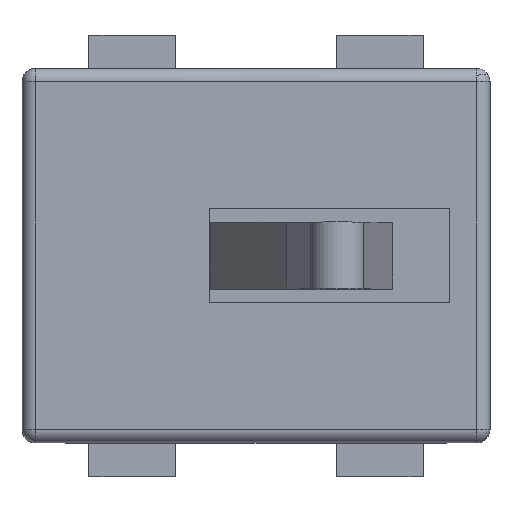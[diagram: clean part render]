
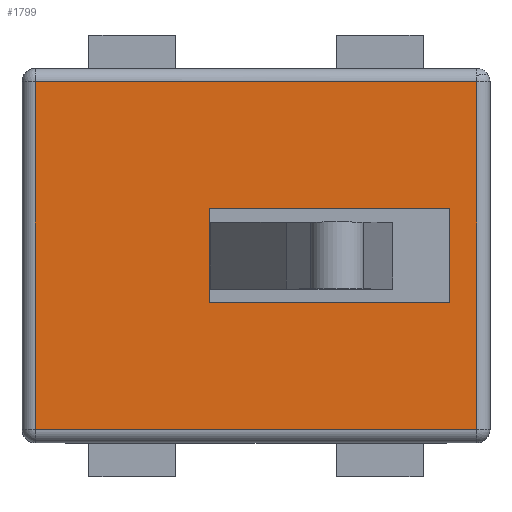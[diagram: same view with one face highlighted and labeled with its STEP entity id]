
A CAD part, top view. The second image highlights one B-rep face of the part: STEP entity #1799.
In plain terms, the highlighted planar face has unit normal (0, 0, 1).
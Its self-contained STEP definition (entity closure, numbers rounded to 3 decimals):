
#1280=CARTESIAN_POINT('',(1.65,-1.3,1.95));
#1281=VERTEX_POINT('',#1280);
#1314=CARTESIAN_POINT('',(1.65,1.3,1.95));
#1315=VERTEX_POINT('',#1314);
#1350=CARTESIAN_POINT('',(-1.65,-1.3,1.95));
#1351=VERTEX_POINT('',#1350);
#1394=CARTESIAN_POINT('',(-1.65,1.3,1.95));
#1395=VERTEX_POINT('',#1394);
#1419=CARTESIAN_POINT('',(-1.65,-1.3,1.95));
#1420=DIRECTION('',(0.0,1.0,0.0));
#1421=VECTOR('',#1420,2.6);
#1422=LINE('',#1419,#1421);
#1423=EDGE_CURVE('',#1351,#1395,#1422,.T.);
#1441=CARTESIAN_POINT('',(-1.65,1.3,1.95));
#1442=DIRECTION('',(1.0,0.0,0.0));
#1443=VECTOR('',#1442,3.3);
#1444=LINE('',#1441,#1443);
#1445=EDGE_CURVE('',#1395,#1315,#1444,.T.);
#1528=CARTESIAN_POINT('',(1.65,-1.3,1.95));
#1529=DIRECTION('',(-1.0,0.0,0.0));
#1530=VECTOR('',#1529,3.3);
#1531=LINE('',#1528,#1530);
#1532=EDGE_CURVE('',#1281,#1351,#1531,.T.);
#1550=CARTESIAN_POINT('',(1.65,1.3,1.95));
#1551=DIRECTION('',(0.0,-1.0,0.0));
#1552=VECTOR('',#1551,2.6);
#1553=LINE('',#1550,#1552);
#1554=EDGE_CURVE('',#1315,#1281,#1553,.T.);
#1754=CARTESIAN_POINT('',(0.0,1.275,1.95));
#1755=DIRECTION('',(0.0,0.0,1.0));
#1756=DIRECTION('',(0.0,1.0,0.0));
#1757=AXIS2_PLACEMENT_3D('',#1754,#1755,#1756);
#1758=PLANE('',#1757);
#1759=ORIENTED_EDGE('',*,*,#1423,.F.);
#1760=ORIENTED_EDGE('',*,*,#1532,.F.);
#1761=ORIENTED_EDGE('',*,*,#1554,.F.);
#1762=ORIENTED_EDGE('',*,*,#1445,.F.);
#1763=EDGE_LOOP('',(#1759,#1760,#1761,#1762));
#1764=FACE_OUTER_BOUND('',#1763,.T.);
#1765=CARTESIAN_POINT('',(1.45,0.35,1.95));
#1766=VERTEX_POINT('',#1765);
#1767=CARTESIAN_POINT('',(1.45,-0.35,1.95));
#1768=VERTEX_POINT('',#1767);
#1769=CARTESIAN_POINT('',(1.45,0.35,1.95));
#1770=DIRECTION('',(0.0,-1.0,0.0));
#1771=VECTOR('',#1770,0.7);
#1772=LINE('',#1769,#1771);
#1773=EDGE_CURVE('',#1766,#1768,#1772,.T.);
#1774=ORIENTED_EDGE('',*,*,#1773,.T.);
#1775=CARTESIAN_POINT('',(-0.35,-0.35,1.95));
#1776=VERTEX_POINT('',#1775);
#1777=CARTESIAN_POINT('',(1.45,-0.35,1.95));
#1778=DIRECTION('',(-1.0,0.0,0.0));
#1779=VECTOR('',#1778,1.8);
#1780=LINE('',#1777,#1779);
#1781=EDGE_CURVE('',#1768,#1776,#1780,.T.);
#1782=ORIENTED_EDGE('',*,*,#1781,.T.);
#1783=CARTESIAN_POINT('',(-0.35,0.35,1.95));
#1784=VERTEX_POINT('',#1783);
#1785=CARTESIAN_POINT('',(-0.35,-0.35,1.95));
#1786=DIRECTION('',(0.0,1.0,0.0));
#1787=VECTOR('',#1786,0.7);
#1788=LINE('',#1785,#1787);
#1789=EDGE_CURVE('',#1776,#1784,#1788,.T.);
#1790=ORIENTED_EDGE('',*,*,#1789,.T.);
#1791=CARTESIAN_POINT('',(-0.35,0.35,1.95));
#1792=DIRECTION('',(1.0,0.0,0.0));
#1793=VECTOR('',#1792,1.8);
#1794=LINE('',#1791,#1793);
#1795=EDGE_CURVE('',#1784,#1766,#1794,.T.);
#1796=ORIENTED_EDGE('',*,*,#1795,.T.);
#1797=EDGE_LOOP('',(#1774,#1782,#1790,#1796));
#1798=FACE_BOUND('',#1797,.T.);
#1799=ADVANCED_FACE('',(#1764,#1798),#1758,.T.);
